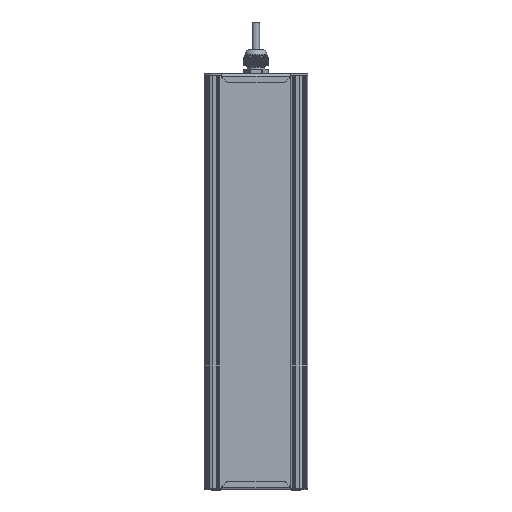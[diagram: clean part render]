
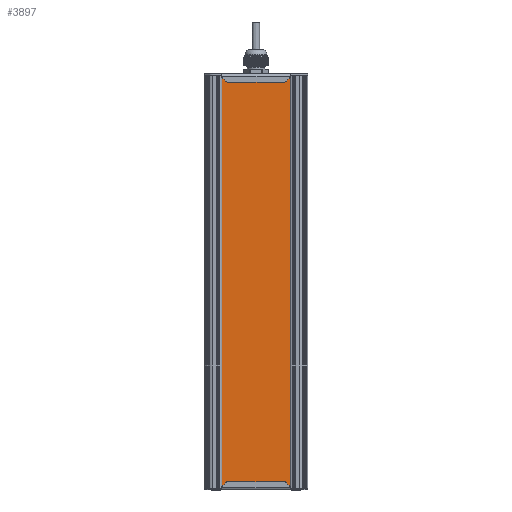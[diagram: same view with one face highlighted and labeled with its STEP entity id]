
A CAD part, front view. The second image highlights one B-rep face of the part: STEP entity #3897.
In plain terms, the highlighted face is planar.
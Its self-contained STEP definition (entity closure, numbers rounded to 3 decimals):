
#3897=ADVANCED_FACE('',(#13098),#13100,.T.);
#13098=FACE_BOUND('',#13099,.T.);
#13099=EDGE_LOOP('',(#42307,#42308,#42309,#42310));
#13100=PLANE('',#13101);
#13101=AXIS2_PLACEMENT_3D('',#13102,#13103,#13104);
#13102=CARTESIAN_POINT('',(120.465,593.492,117.308));
#13103=DIRECTION('',(0.,0.,-1.));
#13104=DIRECTION('',(0.,1.,0.));
#42307=ORIENTED_EDGE('',*,*,#50367,.T.);
#42308=ORIENTED_EDGE('',*,*,#50369,.F.);
#42309=ORIENTED_EDGE('',*,*,#50370,.F.);
#42310=ORIENTED_EDGE('',*,*,#50371,.T.);
#50367=EDGE_CURVE('',#56732,#56730,#56733,.T.);
#50369=EDGE_CURVE('',#56735,#56730,#56736,.T.);
#50370=EDGE_CURVE('',#56737,#56735,#56738,.T.);
#50371=EDGE_CURVE('',#56737,#56732,#56739,.T.);
#56730=VERTEX_POINT('',#76780);
#56732=VERTEX_POINT('',#76784);
#56733=LINE('',#76785,#76786);
#56735=VERTEX_POINT('',#76791);
#56736=LINE('',#76792,#76793);
#56737=VERTEX_POINT('',#76795);
#56738=LINE('',#76796,#76797);
#56739=LINE('',#76799,#76800);
#76780=CARTESIAN_POINT('',(491.465,679.838,117.308));
#76784=CARTESIAN_POINT('',(45.465,679.838,117.308));
#76785=CARTESIAN_POINT('',(45.465,679.838,117.308));
#76786=VECTOR('',#76787,1.);
#76787=DIRECTION('',(1.,0.,0.));
#76791=CARTESIAN_POINT('',(491.465,593.492,117.308));
#76792=CARTESIAN_POINT('',(491.465,593.492,117.308));
#76793=VECTOR('',#76794,1.);
#76794=DIRECTION('',(0.,1.,0.));
#76795=CARTESIAN_POINT('',(45.465,593.492,117.308));
#76796=CARTESIAN_POINT('',(45.465,593.492,117.308));
#76797=VECTOR('',#76798,1.);
#76798=DIRECTION('',(1.,0.,0.));
#76799=CARTESIAN_POINT('',(45.465,593.492,117.308));
#76800=VECTOR('',#76801,1.);
#76801=DIRECTION('',(0.,1.,0.));
